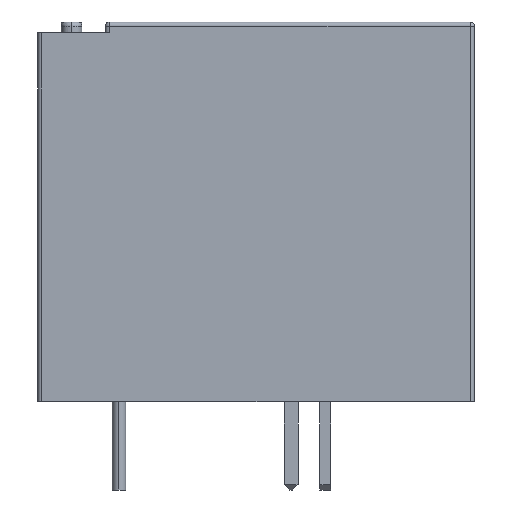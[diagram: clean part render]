
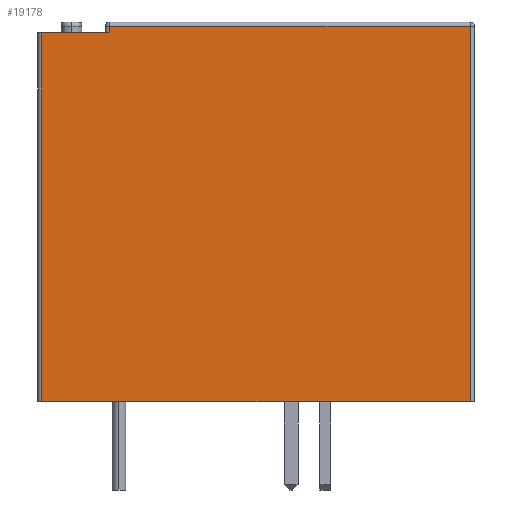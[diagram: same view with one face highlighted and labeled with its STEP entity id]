
A CAD part, front view. The second image highlights one B-rep face of the part: STEP entity #19178.
In plain terms, the highlighted planar face has unit normal (0, -1, 0).
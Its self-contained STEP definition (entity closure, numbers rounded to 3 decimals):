
#1338 = LINE ( 'NONE', #20121, #9694 ) ;
#1868 = CARTESIAN_POINT ( 'NONE',  ( -12.8, -44., 27.7 ) ) ;
#2626 = CARTESIAN_POINT ( 'NONE',  ( -17.8, -44., 0. ) ) ;
#3246 = DIRECTION ( 'NONE',  ( 0., 0., -1. ) ) ;
#3750 = EDGE_CURVE ( 'NONE', #6768, #9108, #13002, .T. ) ;
#3767 = EDGE_CURVE ( 'NONE', #9108, #7570, #23841, .T. ) ;
#3962 = VECTOR ( 'NONE', #3246, 1000. ) ;
#4690 = VECTOR ( 'NONE', #22727, 1000. ) ;
#5571 = DIRECTION ( 'NONE',  ( 0., 0., -1. ) ) ;
#5631 = LINE ( 'NONE', #11085, #14727 ) ;
#5931 = ORIENTED_EDGE ( 'NONE', *, *, #13690, .F. ) ;
#5939 = DIRECTION ( 'NONE',  ( -1., 0., 0. ) ) ;
#6232 = VECTOR ( 'NONE', #5571, 1000. ) ;
#6768 = VERTEX_POINT ( 'NONE', #9231 ) ;
#7423 = CARTESIAN_POINT ( 'NONE',  ( 13.8, -44., 28. ) ) ;
#7570 = VERTEX_POINT ( 'NONE', #14843 ) ;
#7936 = EDGE_CURVE ( 'NONE', #8850, #19944, #5631, .T. ) ;
#8226 = CARTESIAN_POINT ( 'NONE',  ( 13.8, -44., 27.7 ) ) ;
#8850 = VERTEX_POINT ( 'NONE', #8226 ) ;
#9108 = VERTEX_POINT ( 'NONE', #2626 ) ;
#9231 = CARTESIAN_POINT ( 'NONE',  ( -17.8, -44., 27.2 ) ) ;
#9694 = VECTOR ( 'NONE', #18236, 1000. ) ;
#10136 = EDGE_LOOP ( 'NONE', ( #21916, #16477, #5931, #15152, #18222, #17913 ) ) ;
#11085 = CARTESIAN_POINT ( 'NONE',  ( 13.8, -44., 27.7 ) ) ;
#11744 = DIRECTION ( 'NONE',  ( 0., 1., 0. ) ) ;
#11983 = VERTEX_POINT ( 'NONE', #16339 ) ;
#12507 = DIRECTION ( 'NONE',  ( 1., 0., 0. ) ) ;
#13002 = LINE ( 'NONE', #16260, #3962 ) ;
#13229 = FACE_OUTER_BOUND ( 'NONE', #10136, .T. ) ;
#13690 = EDGE_CURVE ( 'NONE', #6768, #11983, #1338, .T. ) ;
#13705 = AXIS2_PLACEMENT_3D ( 'NONE', #7423, #11744, #5939 ) ;
#14727 = VECTOR ( 'NONE', #18708, 1000. ) ;
#14843 = CARTESIAN_POINT ( 'NONE',  ( 13.8, -44., 0. ) ) ;
#15116 = LINE ( 'NONE', #22606, #4690 ) ;
#15152 = ORIENTED_EDGE ( 'NONE', *, *, #3750, .T. ) ;
#15474 = PLANE ( 'NONE',  #13705 ) ;
#15527 = EDGE_CURVE ( 'NONE', #8850, #7570, #22474, .T. ) ;
#16260 = CARTESIAN_POINT ( 'NONE',  ( -17.8, -44., 28. ) ) ;
#16339 = CARTESIAN_POINT ( 'NONE',  ( -12.8, -44., 27.2 ) ) ;
#16477 = ORIENTED_EDGE ( 'NONE', *, *, #16519, .T. ) ;
#16519 = EDGE_CURVE ( 'NONE', #19944, #11983, #15116, .T. ) ;
#17913 = ORIENTED_EDGE ( 'NONE', *, *, #15527, .F. ) ;
#18222 = ORIENTED_EDGE ( 'NONE', *, *, #3767, .T. ) ;
#18236 = DIRECTION ( 'NONE',  ( 1., 0., 0. ) ) ;
#18708 = DIRECTION ( 'NONE',  ( -1., 0., 0. ) ) ;
#18760 = CARTESIAN_POINT ( 'NONE',  ( 13.8, -44., 28. ) ) ;
#19178 = ADVANCED_FACE ( 'NONE', ( #13229 ), #15474, .F. ) ;
#19944 = VERTEX_POINT ( 'NONE', #1868 ) ;
#20121 = CARTESIAN_POINT ( 'NONE',  ( -13.1, -44., 27.2 ) ) ;
#20506 = CARTESIAN_POINT ( 'NONE',  ( 13.8, -44., 0. ) ) ;
#21012 = VECTOR ( 'NONE', #12507, 1000. ) ;
#21916 = ORIENTED_EDGE ( 'NONE', *, *, #7936, .T. ) ;
#22474 = LINE ( 'NONE', #18760, #6232 ) ;
#22606 = CARTESIAN_POINT ( 'NONE',  ( -12.8, -44., 28. ) ) ;
#22727 = DIRECTION ( 'NONE',  ( 0., 0., -1. ) ) ;
#23841 = LINE ( 'NONE', #20506, #21012 ) ;
